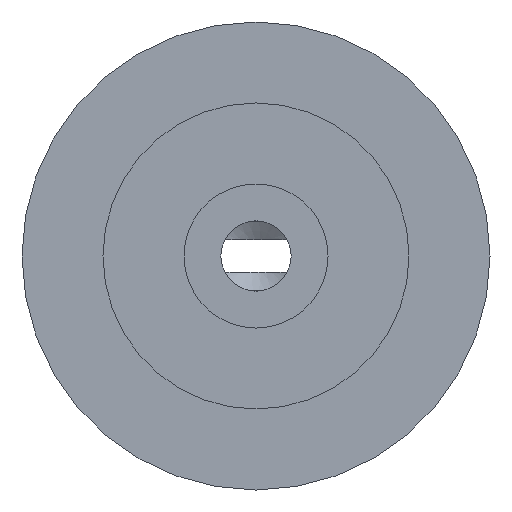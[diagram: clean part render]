
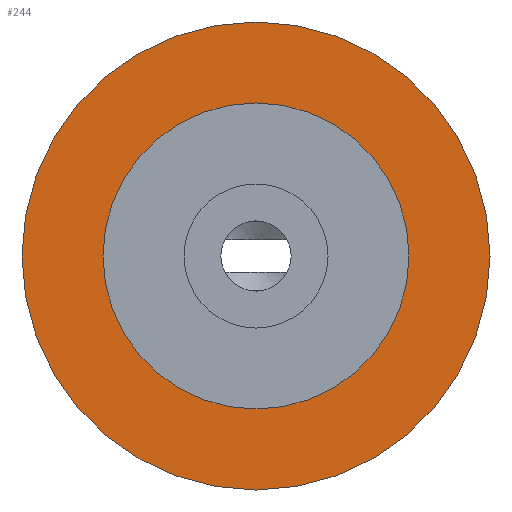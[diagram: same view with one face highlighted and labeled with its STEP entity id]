
A CAD part, front view. The second image highlights one B-rep face of the part: STEP entity #244.
In plain terms, the highlighted planar face has unit normal (0, -1, 0).
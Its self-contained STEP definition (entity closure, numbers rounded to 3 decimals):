
#16=FACE_BOUND('',#58,.T.);
#40=FACE_OUTER_BOUND('',#57,.T.);
#57=EDGE_LOOP('',(#208));
#58=EDGE_LOOP('',(#209));
#105=CIRCLE('',#287,13.);
#106=CIRCLE('',#288,8.5);
#125=VERTEX_POINT('',#434);
#126=VERTEX_POINT('',#436);
#155=EDGE_CURVE('',#125,#125,#105,.T.);
#156=EDGE_CURVE('',#126,#126,#106,.T.);
#208=ORIENTED_EDGE('',*,*,#155,.T.);
#209=ORIENTED_EDGE('',*,*,#156,.T.);
#230=PLANE('',#286);
#244=ADVANCED_FACE('',(#40,#16),#230,.F.);
#286=AXIS2_PLACEMENT_3D('',#433,#355,#356);
#287=AXIS2_PLACEMENT_3D('',#435,#357,#358);
#288=AXIS2_PLACEMENT_3D('',#437,#359,#360);
#355=DIRECTION('center_axis',(0.,1.,0.));
#356=DIRECTION('ref_axis',(0.,0.,1.));
#357=DIRECTION('center_axis',(0.,-1.,0.));
#358=DIRECTION('ref_axis',(-1.,0.,0.));
#359=DIRECTION('center_axis',(0.,1.,0.));
#360=DIRECTION('ref_axis',(1.,0.,0.));
#433=CARTESIAN_POINT('Origin',(0.,2.,0.));
#434=CARTESIAN_POINT('',(13.,2.,0.));
#435=CARTESIAN_POINT('Origin',(0.,2.,0.));
#436=CARTESIAN_POINT('',(-8.5,2.,0.));
#437=CARTESIAN_POINT('Origin',(0.,2.,0.));
